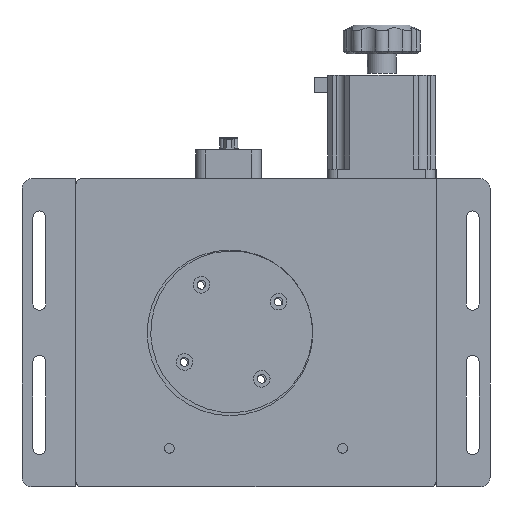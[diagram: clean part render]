
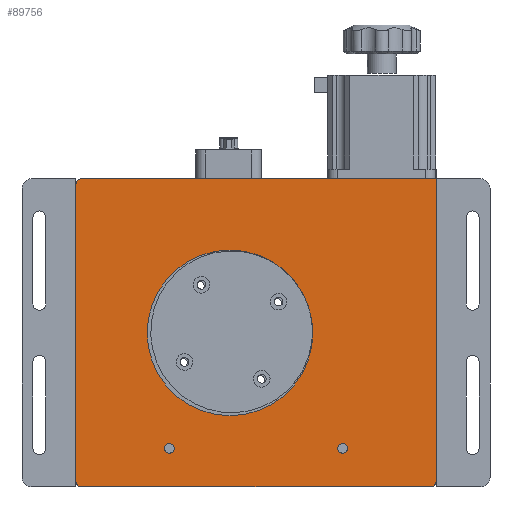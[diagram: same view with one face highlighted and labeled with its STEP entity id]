
A CAD part, front view. The second image highlights one B-rep face of the part: STEP entity #89756.
In plain terms, the highlighted planar face has unit normal (0, -1, 0).
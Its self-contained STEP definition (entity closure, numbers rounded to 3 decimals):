
#1956 = EDGE_CURVE ( 'NONE', #86950, #30462, #20672, .T. ) ;
#2126 = EDGE_LOOP ( 'NONE', ( #32353, #83357 ) ) ;
#2951 = FACE_BOUND ( 'NONE', #61158, .T. ) ;
#3069 = CARTESIAN_POINT ( 'NONE',  ( 93.5, -7.5, 80. ) ) ;
#3110 = AXIS2_PLACEMENT_3D ( 'NONE', #9632, #68054, #18058 ) ;
#4867 = CARTESIAN_POINT ( 'NONE',  ( 173.5, -7.5, 0. ) ) ;
#5156 = CIRCLE ( 'NONE', #96819, 43. ) ;
#5852 = EDGE_CURVE ( 'NONE', #107962, #52404, #88941, .T. ) ;
#5958 = DIRECTION ( 'NONE',  ( 0., 0., 1. ) ) ;
#6829 = VERTEX_POINT ( 'NONE', #68148 ) ;
#8766 = CARTESIAN_POINT ( 'NONE',  ( 93.5, -7.5, 77. ) ) ;
#9632 = CARTESIAN_POINT ( 'NONE',  ( 232., -7.5, -60. ) ) ;
#10769 = CIRCLE ( 'NONE', #47270, 3. ) ;
#11017 = CARTESIAN_POINT ( 'NONE',  ( 142., -7.5, -60. ) ) ;
#11108 = PLANE ( 'NONE',  #21699 ) ;
#11482 = DIRECTION ( 'NONE',  ( -1., 0., 0. ) ) ;
#11716 = AXIS2_PLACEMENT_3D ( 'NONE', #11017, #69457, #19452 ) ;
#12032 = AXIS2_PLACEMENT_3D ( 'NONE', #71143, #21122, #79510 ) ;
#13337 = DIRECTION ( 'NONE',  ( 0., 0., -1. ) ) ;
#14349 = ORIENTED_EDGE ( 'NONE', *, *, #93511, .T. ) ;
#14769 = VERTEX_POINT ( 'NONE', #34544 ) ;
#14851 = CIRCLE ( 'NONE', #3110, 2.5 ) ;
#18058 = DIRECTION ( 'NONE',  ( 0., 0., 1. ) ) ;
#19262 = ORIENTED_EDGE ( 'NONE', *, *, #64181, .F. ) ;
#19452 = DIRECTION ( 'NONE',  ( 0., 0., 1. ) ) ;
#20672 = LINE ( 'NONE', #30723, #106887 ) ;
#21122 = DIRECTION ( 'NONE',  ( 0., -1., 0. ) ) ;
#21699 = AXIS2_PLACEMENT_3D ( 'NONE', #3069, #61497, #11482 ) ;
#21999 = EDGE_CURVE ( 'NONE', #83057, #6829, #50898, .T. ) ;
#24081 = EDGE_CURVE ( 'NONE', #34115, #101371, #5156, .T. ) ;
#25195 = FACE_BOUND ( 'NONE', #2126, .T. ) ;
#26514 = CIRCLE ( 'NONE', #12032, 3. ) ;
#27123 = DIRECTION ( 'NONE',  ( 1., 0., 0. ) ) ;
#27413 = ORIENTED_EDGE ( 'NONE', *, *, #45650, .F. ) ;
#27791 = VERTEX_POINT ( 'NONE', #8766 ) ;
#28242 = ORIENTED_EDGE ( 'NONE', *, *, #5852, .F. ) ;
#28314 = CARTESIAN_POINT ( 'NONE',  ( 93.5, -7.5, 80. ) ) ;
#28523 = VERTEX_POINT ( 'NONE', #93459 ) ;
#28620 = CARTESIAN_POINT ( 'NONE',  ( 277.5, -7.5, -77. ) ) ;
#29557 = VECTOR ( 'NONE', #45136, 1000. ) ;
#30462 = VERTEX_POINT ( 'NONE', #104145 ) ;
#30723 = CARTESIAN_POINT ( 'NONE',  ( 93.5, -7.5, -80. ) ) ;
#31377 = EDGE_CURVE ( 'NONE', #101371, #34115, #60503, .T. ) ;
#32353 = ORIENTED_EDGE ( 'NONE', *, *, #70478, .F. ) ;
#34080 = CARTESIAN_POINT ( 'NONE',  ( 96.5, -7.5, 77. ) ) ;
#34115 = VERTEX_POINT ( 'NONE', #80046 ) ;
#34544 = CARTESIAN_POINT ( 'NONE',  ( 232., -7.5, -57.5 ) ) ;
#37051 = DIRECTION ( 'NONE',  ( -1., 0., 0. ) ) ;
#37073 = CARTESIAN_POINT ( 'NONE',  ( 142., -7.5, -60. ) ) ;
#37217 = CARTESIAN_POINT ( 'NONE',  ( 173.5, -7.5, 0. ) ) ;
#38109 = CARTESIAN_POINT ( 'NONE',  ( 96.5, -7.5, -80. ) ) ;
#38193 = CARTESIAN_POINT ( 'NONE',  ( 93.5, -7.5, 80. ) ) ;
#38696 = DIRECTION ( 'NONE',  ( 0., 0., -1. ) ) ;
#42456 = DIRECTION ( 'NONE',  ( -1., 0., 0. ) ) ;
#42836 = CIRCLE ( 'NONE', #50108, 2.5 ) ;
#42999 = CARTESIAN_POINT ( 'NONE',  ( 280.5, -7.5, 80. ) ) ;
#44325 = EDGE_CURVE ( 'NONE', #98555, #27791, #10769, .T. ) ;
#45136 = DIRECTION ( 'NONE',  ( 1., 0., 0. ) ) ;
#45471 = DIRECTION ( 'NONE',  ( 0., 0., 1. ) ) ;
#45605 = DIRECTION ( 'NONE',  ( 0., 0., -1. ) ) ;
#45650 = EDGE_CURVE ( 'NONE', #14769, #49863, #42836, .T. ) ;
#47270 = AXIS2_PLACEMENT_3D ( 'NONE', #34080, #92475, #42456 ) ;
#48207 = ORIENTED_EDGE ( 'NONE', *, *, #31377, .T. ) ;
#49261 = CARTESIAN_POINT ( 'NONE',  ( 232., -7.5, -62.5 ) ) ;
#49863 = VERTEX_POINT ( 'NONE', #49261 ) ;
#50108 = AXIS2_PLACEMENT_3D ( 'NONE', #106018, #56019, #5958 ) ;
#50898 = CIRCLE ( 'NONE', #77079, 2.5 ) ;
#52404 = VERTEX_POINT ( 'NONE', #106754 ) ;
#56019 = DIRECTION ( 'NONE',  ( 0., -1., 0. ) ) ;
#60503 = CIRCLE ( 'NONE', #102244, 43. ) ;
#61158 = EDGE_LOOP ( 'NONE', ( #63899, #48207 ) ) ;
#61497 = DIRECTION ( 'NONE',  ( 0., 1., 0. ) ) ;
#63339 = DIRECTION ( 'NONE',  ( 0., 1., 0. ) ) ;
#63899 = ORIENTED_EDGE ( 'NONE', *, *, #24081, .T. ) ;
#64181 = EDGE_CURVE ( 'NONE', #98555, #107962, #96163, .T. ) ;
#66716 = VECTOR ( 'NONE', #38696, 1000. ) ;
#67589 = CIRCLE ( 'NONE', #11716, 2.5 ) ;
#68054 = DIRECTION ( 'NONE',  ( 0., -1., 0. ) ) ;
#68148 = CARTESIAN_POINT ( 'NONE',  ( 142., -7.5, -57.5 ) ) ;
#69017 = ORIENTED_EDGE ( 'NONE', *, *, #44325, .T. ) ;
#69457 = DIRECTION ( 'NONE',  ( 0., -1., 0. ) ) ;
#69588 = FACE_OUTER_BOUND ( 'NONE', #72233, .T. ) ;
#70478 = EDGE_CURVE ( 'NONE', #6829, #83057, #67589, .T. ) ;
#71143 = CARTESIAN_POINT ( 'NONE',  ( 96.5, -7.5, -77. ) ) ;
#71240 = ORIENTED_EDGE ( 'NONE', *, *, #78494, .T. ) ;
#72233 = EDGE_LOOP ( 'NONE', ( #19262, #69017, #14349, #87369, #95400, #71240, #28242 ) ) ;
#74541 = EDGE_CURVE ( 'NONE', #28523, #86950, #26514, .T. ) ;
#77079 = AXIS2_PLACEMENT_3D ( 'NONE', #37073, #95467, #45471 ) ;
#78494 = EDGE_CURVE ( 'NONE', #30462, #52404, #100708, .T. ) ;
#79284 = VECTOR ( 'NONE', #104962, 1000. ) ;
#79510 = DIRECTION ( 'NONE',  ( -1., 0., 0. ) ) ;
#80046 = CARTESIAN_POINT ( 'NONE',  ( 173.5, -7.5, -43. ) ) ;
#83057 = VERTEX_POINT ( 'NONE', #100802 ) ;
#83357 = ORIENTED_EDGE ( 'NONE', *, *, #21999, .F. ) ;
#84628 = CARTESIAN_POINT ( 'NONE',  ( 96.5, -7.5, 80. ) ) ;
#84640 = EDGE_CURVE ( 'NONE', #49863, #14769, #14851, .T. ) ;
#86950 = VERTEX_POINT ( 'NONE', #38109 ) ;
#87084 = DIRECTION ( 'NONE',  ( 0., -1., 0. ) ) ;
#87369 = ORIENTED_EDGE ( 'NONE', *, *, #74541, .T. ) ;
#88941 = LINE ( 'NONE', #42999, #66716 ) ;
#89231 = FACE_BOUND ( 'NONE', #102521, .T. ) ;
#89756 = ADVANCED_FACE ( 'NONE', ( #25195, #89231, #2951, #69588 ), #11108, .F. ) ;
#92475 = DIRECTION ( 'NONE',  ( 0., -1., 0. ) ) ;
#93459 = CARTESIAN_POINT ( 'NONE',  ( 93.5, -7.5, -77. ) ) ;
#93511 = EDGE_CURVE ( 'NONE', #27791, #28523, #101502, .T. ) ;
#94892 = AXIS2_PLACEMENT_3D ( 'NONE', #28620, #87084, #37051 ) ;
#95400 = ORIENTED_EDGE ( 'NONE', *, *, #1956, .T. ) ;
#95467 = DIRECTION ( 'NONE',  ( 0., -1., 0. ) ) ;
#95609 = DIRECTION ( 'NONE',  ( 0., 1., 0. ) ) ;
#96163 = LINE ( 'NONE', #28314, #29557 ) ;
#96819 = AXIS2_PLACEMENT_3D ( 'NONE', #4867, #63339, #13337 ) ;
#98555 = VERTEX_POINT ( 'NONE', #84628 ) ;
#99801 = CARTESIAN_POINT ( 'NONE',  ( 173.5, -7.5, 43. ) ) ;
#100470 = CARTESIAN_POINT ( 'NONE',  ( 280.5, -7.5, 80. ) ) ;
#100708 = CIRCLE ( 'NONE', #94892, 3. ) ;
#100802 = CARTESIAN_POINT ( 'NONE',  ( 142., -7.5, -62.5 ) ) ;
#101371 = VERTEX_POINT ( 'NONE', #99801 ) ;
#101502 = LINE ( 'NONE', #38193, #79284 ) ;
#102244 = AXIS2_PLACEMENT_3D ( 'NONE', #37217, #95609, #45605 ) ;
#102521 = EDGE_LOOP ( 'NONE', ( #27413, #104935 ) ) ;
#104145 = CARTESIAN_POINT ( 'NONE',  ( 277.5, -7.5, -80. ) ) ;
#104935 = ORIENTED_EDGE ( 'NONE', *, *, #84640, .F. ) ;
#104962 = DIRECTION ( 'NONE',  ( 0., 0., -1. ) ) ;
#106018 = CARTESIAN_POINT ( 'NONE',  ( 232., -7.5, -60. ) ) ;
#106754 = CARTESIAN_POINT ( 'NONE',  ( 280.5, -7.5, -77. ) ) ;
#106887 = VECTOR ( 'NONE', #27123, 1000. ) ;
#107962 = VERTEX_POINT ( 'NONE', #100470 ) ;
